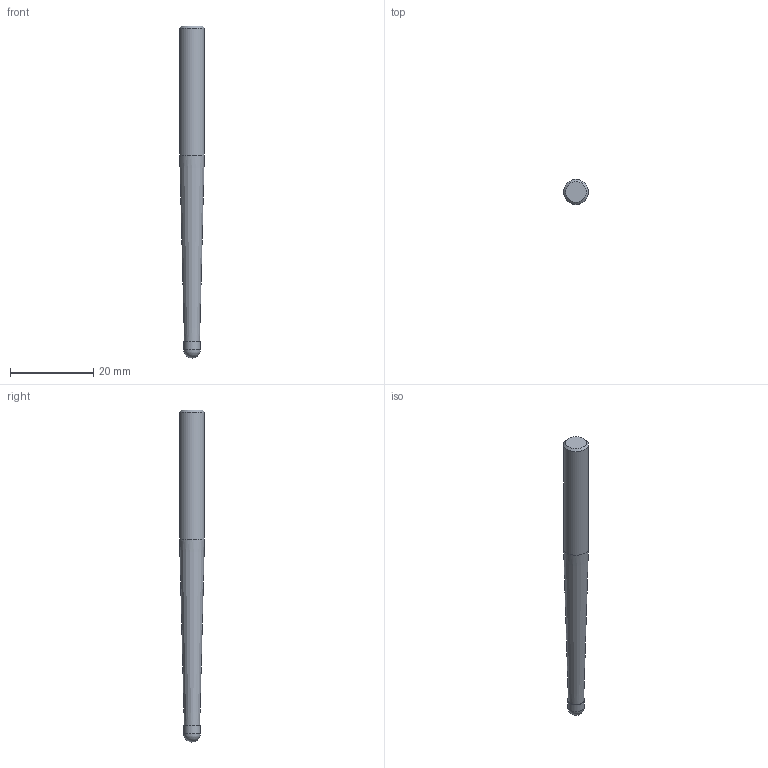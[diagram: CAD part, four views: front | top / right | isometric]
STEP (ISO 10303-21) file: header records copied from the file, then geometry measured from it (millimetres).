
FILE_DESCRIPTION(/* description */ (''),/* implementation_level */ '2;1');
FILE_NAME(/* name */ '111VL040-MEGA-64.stp',/* time_stamp */ '2017-12-13T13:52:21+05:00',/* author */ (''),/* organization */ (''),/* preprocessor_version */ 'ST-DEVELOPER v16',/* originating_system */ 'SIEMENS PLM Software NX 11.0',/* authorisation */ '');
FILE_SCHEMA (('AUTOMOTIVE_DESIGN { 1 0 10303 214 3 1 1 1 }'));
Length unit declared in the file: millimetre
Products named in the file (1): inpuADC96r3m
Bounding box: 6 x 6 x 80 mm (x, y, z)
Volume: 1763.9 mm3; surface area: 1423.1 mm2
Topology: 3 solids, 3 shells, 10 faces, 15 edges, 10 vertices
Faces by surface type: plane 5, cylinder 2, cone 2, sphere 1
Full cylindrical faces by diameter (mm): 4 x1, 6 x1
Entity records: 246 total; most frequent: DIRECTION 42, CARTESIAN_POINT 28, AXIS2_PLACEMENT_3D 21, EDGE_LOOP 14, ORIENTED_EDGE 14, ADVANCED_FACE 10, FACE_BOUND 8, VERTEX_POINT 7
